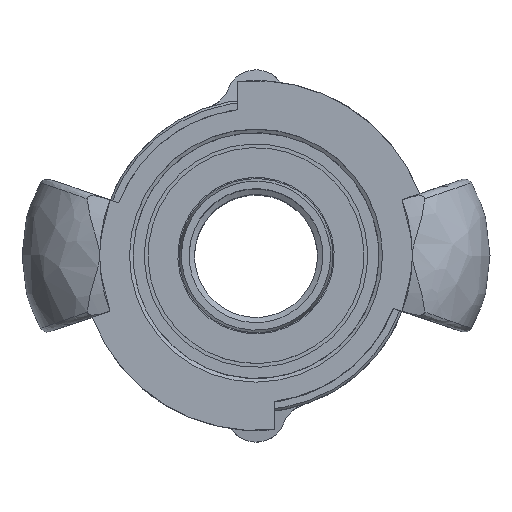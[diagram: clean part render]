
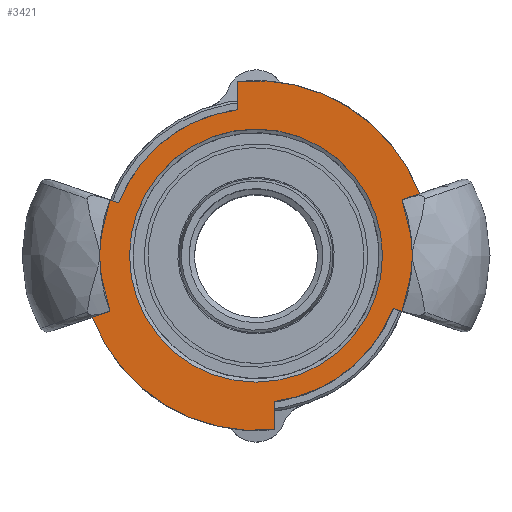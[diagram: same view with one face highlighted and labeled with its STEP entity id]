
A CAD part, top view. The second image highlights one B-rep face of the part: STEP entity #3421.
In plain terms, the highlighted planar face has unit normal (0, 0, 1).
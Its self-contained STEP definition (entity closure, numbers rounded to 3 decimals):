
#136=FACE_BOUND('',#592,.T.);
#175=PLANE('',#3818);
#382=FACE_OUTER_BOUND('',#591,.T.);
#591=EDGE_LOOP('',(#2737,#2738,#2739,#2740,#2741,#2742,#2743,#2744,#2745,
#2746,#2747,#2748));
#592=EDGE_LOOP('',(#2749,#2750));
#742=LINE('',#6357,#887);
#743=LINE('',#6361,#888);
#744=LINE('',#6364,#889);
#745=LINE('',#6366,#890);
#746=LINE('',#6370,#891);
#747=LINE('',#6373,#892);
#887=VECTOR('',#4650,10.);
#888=VECTOR('',#4653,10.);
#889=VECTOR('',#4656,10.);
#890=VECTOR('',#4657,10.);
#891=VECTOR('',#4660,10.);
#892=VECTOR('',#4663,10.);
#1123=CIRCLE('',#3794,17.);
#1124=CIRCLE('',#3795,17.);
#1135=CIRCLE('',#3810,19.75);
#1138=CIRCLE('',#3814,19.75);
#1141=CIRCLE('',#3819,25.5);
#1142=CIRCLE('',#3820,23.497);
#1143=CIRCLE('',#3821,25.5);
#1144=CIRCLE('',#3822,23.5);
#1421=VERTEX_POINT('',#5898);
#1422=VERTEX_POINT('',#5899);
#1447=VERTEX_POINT('',#6241);
#1448=VERTEX_POINT('',#6243);
#1454=VERTEX_POINT('',#6291);
#1455=VERTEX_POINT('',#6293);
#1462=VERTEX_POINT('',#6356);
#1463=VERTEX_POINT('',#6358);
#1464=VERTEX_POINT('',#6360);
#1465=VERTEX_POINT('',#6362);
#1466=VERTEX_POINT('',#6365);
#1467=VERTEX_POINT('',#6367);
#1468=VERTEX_POINT('',#6369);
#1469=VERTEX_POINT('',#6371);
#1858=EDGE_CURVE('',#1421,#1422,#1123,.T.);
#1859=EDGE_CURVE('',#1422,#1421,#1124,.T.);
#1891=EDGE_CURVE('',#1447,#1448,#1135,.T.);
#1899=EDGE_CURVE('',#1454,#1455,#1138,.T.);
#1907=EDGE_CURVE('',#1462,#1454,#742,.T.);
#1908=EDGE_CURVE('',#1463,#1462,#1141,.T.);
#1909=EDGE_CURVE('',#1464,#1463,#743,.T.);
#1910=EDGE_CURVE('',#1464,#1465,#1142,.T.);
#1911=EDGE_CURVE('',#1465,#1448,#744,.T.);
#1912=EDGE_CURVE('',#1466,#1447,#745,.T.);
#1913=EDGE_CURVE('',#1467,#1466,#1143,.T.);
#1914=EDGE_CURVE('',#1468,#1467,#746,.T.);
#1915=EDGE_CURVE('',#1468,#1469,#1144,.T.);
#1916=EDGE_CURVE('',#1469,#1455,#747,.T.);
#2737=ORIENTED_EDGE('',*,*,#1907,.F.);
#2738=ORIENTED_EDGE('',*,*,#1908,.F.);
#2739=ORIENTED_EDGE('',*,*,#1909,.F.);
#2740=ORIENTED_EDGE('',*,*,#1910,.T.);
#2741=ORIENTED_EDGE('',*,*,#1911,.T.);
#2742=ORIENTED_EDGE('',*,*,#1891,.F.);
#2743=ORIENTED_EDGE('',*,*,#1912,.F.);
#2744=ORIENTED_EDGE('',*,*,#1913,.F.);
#2745=ORIENTED_EDGE('',*,*,#1914,.F.);
#2746=ORIENTED_EDGE('',*,*,#1915,.T.);
#2747=ORIENTED_EDGE('',*,*,#1916,.T.);
#2748=ORIENTED_EDGE('',*,*,#1899,.F.);
#2749=ORIENTED_EDGE('',*,*,#1858,.T.);
#2750=ORIENTED_EDGE('',*,*,#1859,.T.);
#3421=ADVANCED_FACE('',(#382,#136),#175,.F.);
#3794=AXIS2_PLACEMENT_3D('',#5900,#4591,#4592);
#3795=AXIS2_PLACEMENT_3D('',#5901,#4593,#4594);
#3810=AXIS2_PLACEMENT_3D('',#6244,#4627,#4628);
#3814=AXIS2_PLACEMENT_3D('',#6294,#4638,#4639);
#3818=AXIS2_PLACEMENT_3D('',#6355,#4648,#4649);
#3819=AXIS2_PLACEMENT_3D('',#6359,#4651,#4652);
#3820=AXIS2_PLACEMENT_3D('',#6363,#4654,#4655);
#3821=AXIS2_PLACEMENT_3D('',#6368,#4658,#4659);
#3822=AXIS2_PLACEMENT_3D('',#6372,#4661,#4662);
#4591=DIRECTION('center_axis',(0.,0.,
-1.));
#4592=DIRECTION('ref_axis',(-1.,0.,0.));
#4593=DIRECTION('center_axis',(0.,0.,
-1.));
#4594=DIRECTION('ref_axis',(-1.,0.,0.));
#4627=DIRECTION('center_axis',(0.,0.,
-1.));
#4628=DIRECTION('ref_axis',(1.,0.,0.));
#4638=DIRECTION('center_axis',(0.,0.,
-1.));
#4639=DIRECTION('ref_axis',(1.,0.,0.));
#4648=DIRECTION('center_axis',(0.,0.,
-1.));
#4649=DIRECTION('ref_axis',(1.,0.,0.));
#4650=DIRECTION('',(0.948,-0.319,0.));
#4651=DIRECTION('center_axis',(0.,0.,
-1.));
#4652=DIRECTION('ref_axis',(0.,1.,0.));
#4653=DIRECTION('',(-0.948,-0.319,0.));
#4654=DIRECTION('center_axis',(0.,0.,
1.));
#4655=DIRECTION('ref_axis',(-0.936,-0.353,0.));
#4656=DIRECTION('',(0.,1.,0.));
#4657=DIRECTION('',(-0.948,0.319,0.));
#4658=DIRECTION('center_axis',(0.,0.,
-1.));
#4659=DIRECTION('ref_axis',(0.,1.,0.));
#4660=DIRECTION('',(0.948,0.319,0.));
#4661=DIRECTION('center_axis',(0.,0.,
1.));
#4662=DIRECTION('ref_axis',(0.936,0.353,0.));
#4663=DIRECTION('',(0.,-1.,0.));
#5898=CARTESIAN_POINT('',(-17.,0.,1.162));
#5899=CARTESIAN_POINT('',(17.,0.,1.162));
#5900=CARTESIAN_POINT('Origin',(0.,0.,
1.162));
#5901=CARTESIAN_POINT('Origin',(0.,0.,
1.162));
#6241=CARTESIAN_POINT('',(18.429,-7.101,1.162));
#6243=CARTESIAN_POINT('',(2.5,-19.591,1.162));
#6244=CARTESIAN_POINT('Origin',(0.,0.,
1.162));
#6291=CARTESIAN_POINT('',(-18.429,7.101,1.162));
#6293=CARTESIAN_POINT('',(-2.5,19.591,1.162));
#6294=CARTESIAN_POINT('Origin',(0.,0.,
1.162));
#6355=CARTESIAN_POINT('Origin',(0.,12.75,1.162));
#6356=CARTESIAN_POINT('',(-23.883,8.937,1.162));
#6357=CARTESIAN_POINT('',(-16.054,6.301,1.162));
#6358=CARTESIAN_POINT('',(-23.883,-8.937,1.162));
#6359=CARTESIAN_POINT('Origin',(0.,0.,
1.162));
#6360=CARTESIAN_POINT('',(-21.984,-8.298,1.162));
#6361=CARTESIAN_POINT('',(-7.151,-3.302,1.162));
#6362=CARTESIAN_POINT('',(2.5,-23.364,1.162));
#6363=CARTESIAN_POINT('Origin',(0.,0.,
1.162));
#6364=CARTESIAN_POINT('',(2.5,0.,1.162));
#6365=CARTESIAN_POINT('',(23.883,-8.937,1.162));
#6366=CARTESIAN_POINT('',(12.197,-5.002,1.162));
#6367=CARTESIAN_POINT('',(23.883,8.937,1.162));
#6368=CARTESIAN_POINT('Origin',(0.,0.,
1.162));
#6369=CARTESIAN_POINT('',(21.986,8.299,1.162));
#6370=CARTESIAN_POINT('',(11.008,4.601,1.162));
#6371=CARTESIAN_POINT('',(-2.5,23.367,1.162));
#6372=CARTESIAN_POINT('Origin',(0.,0.,
1.162));
#6373=CARTESIAN_POINT('',(-2.5,0.,1.162));
